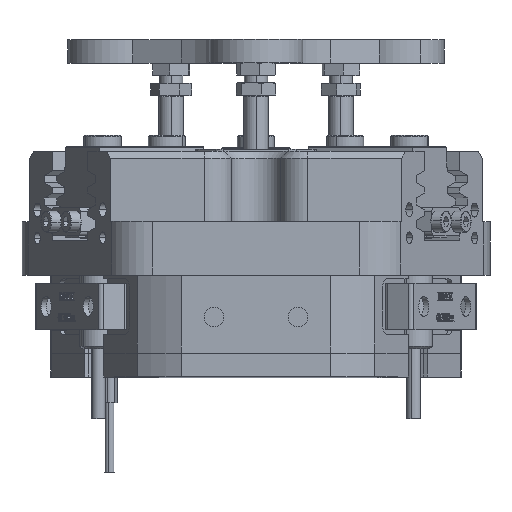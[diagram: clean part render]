
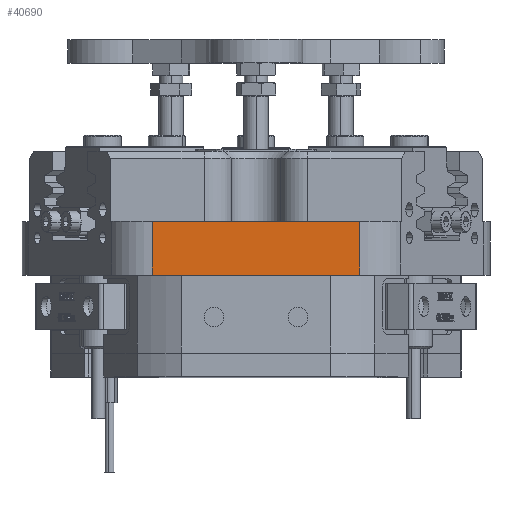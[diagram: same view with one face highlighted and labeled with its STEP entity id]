
A CAD part, top view. The second image highlights one B-rep face of the part: STEP entity #40690.
In plain terms, the highlighted planar face has unit normal (0, 0, 1).
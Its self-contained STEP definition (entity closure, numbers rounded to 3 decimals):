
#1983 = PLANE ( 'NONE',  #29534 ) ;
#3772 = LINE ( 'NONE', #7490, #28967 ) ;
#4730 = EDGE_CURVE ( 'NONE', #5294, #46096, #3772, .T. ) ;
#4947 = FACE_OUTER_BOUND ( 'NONE', #11049, .T. ) ;
#5294 = VERTEX_POINT ( 'NONE', #37430 ) ;
#7490 = CARTESIAN_POINT ( 'NONE',  ( -22.228, -329.685, 43.5 ) ) ;
#11049 = EDGE_LOOP ( 'NONE', ( #59981, #39393, #61077, #40775 ) ) ;
#12246 = DIRECTION ( 'NONE',  ( 0., -1., 0. ) ) ;
#12359 = LINE ( 'NONE', #58071, #21243 ) ;
#13358 = VERTEX_POINT ( 'NONE', #50309 ) ;
#16533 = DIRECTION ( 'NONE',  ( -1., 0., 0. ) ) ;
#16573 = VECTOR ( 'NONE', #53851, 1000. ) ;
#21243 = VECTOR ( 'NONE', #44204, 1000. ) ;
#24908 = LINE ( 'NONE', #43655, #41942 ) ;
#25589 = DIRECTION ( 'NONE',  ( 0., 0., 1. ) ) ;
#25787 = DIRECTION ( 'NONE',  ( 1., 0., 0. ) ) ;
#28967 = VECTOR ( 'NONE', #12246, 1000. ) ;
#29534 = AXIS2_PLACEMENT_3D ( 'NONE', #40038, #25589, #25787 ) ;
#31870 = CARTESIAN_POINT ( 'NONE',  ( -22.228, 16.7, 43.5 ) ) ;
#35633 = EDGE_CURVE ( 'NONE', #13358, #5294, #45453, .T. ) ;
#37337 = CARTESIAN_POINT ( 'NONE',  ( 22.228, 16.7, 43.5 ) ) ;
#37430 = CARTESIAN_POINT ( 'NONE',  ( -22.228, 28.2, 43.5 ) ) ;
#39393 = ORIENTED_EDGE ( 'NONE', *, *, #4730, .T. ) ;
#40038 = CARTESIAN_POINT ( 'NONE',  ( 75.344, -329.685, 43.5 ) ) ;
#40595 = EDGE_CURVE ( 'NONE', #57517, #13358, #12359, .T. ) ;
#40690 = ADVANCED_FACE ( 'NONE', ( #4947 ), #1983, .T. ) ;
#40775 = ORIENTED_EDGE ( 'NONE', *, *, #40595, .T. ) ;
#41942 = VECTOR ( 'NONE', #16533, 1000. ) ;
#43655 = CARTESIAN_POINT ( 'NONE',  ( 75.344, 16.7, 43.5 ) ) ;
#44204 = DIRECTION ( 'NONE',  ( 0., 1., 0. ) ) ;
#45453 = LINE ( 'NONE', #52659, #16573 ) ;
#46096 = VERTEX_POINT ( 'NONE', #31870 ) ;
#48917 = EDGE_CURVE ( 'NONE', #57517, #46096, #24908, .T. ) ;
#50309 = CARTESIAN_POINT ( 'NONE',  ( 22.228, 28.2, 43.5 ) ) ;
#52659 = CARTESIAN_POINT ( 'NONE',  ( 75.344, 28.2, 43.5 ) ) ;
#53851 = DIRECTION ( 'NONE',  ( -1., 0., 0. ) ) ;
#57517 = VERTEX_POINT ( 'NONE', #37337 ) ;
#58071 = CARTESIAN_POINT ( 'NONE',  ( 22.228, -329.685, 43.5 ) ) ;
#59981 = ORIENTED_EDGE ( 'NONE', *, *, #35633, .T. ) ;
#61077 = ORIENTED_EDGE ( 'NONE', *, *, #48917, .F. ) ;
